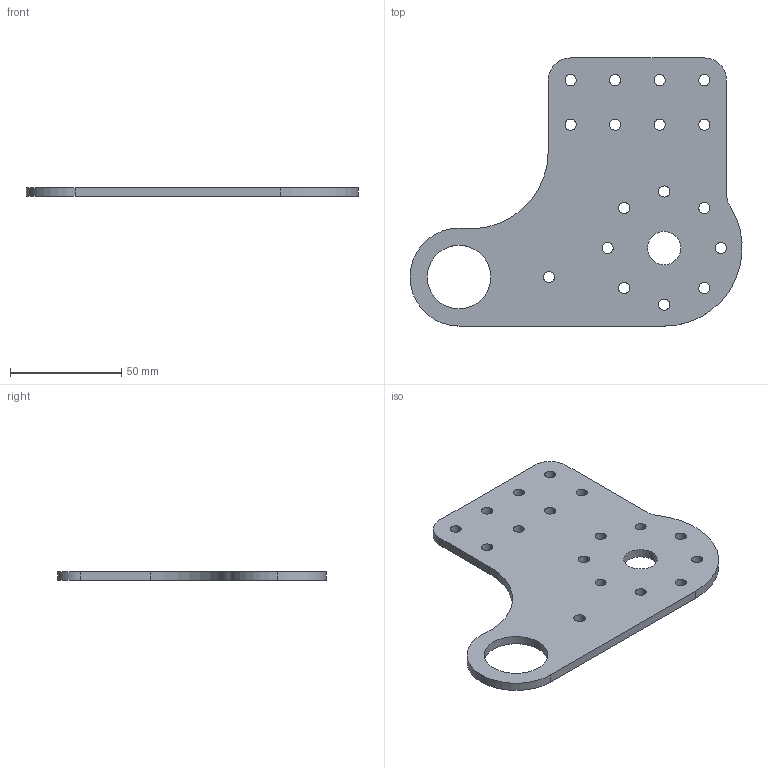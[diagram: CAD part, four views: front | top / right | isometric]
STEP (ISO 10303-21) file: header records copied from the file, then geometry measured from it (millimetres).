
FILE_DESCRIPTION (( 'STEP AP203' ), '1' );
FILE_NAME ('Mid plate.STEP', '2024-02-13T10:18:42', ( '' ), ( '' ), 'SwSTEP 2.0', 'SolidWorks 2023', '' );
FILE_SCHEMA (( 'CONFIG_CONTROL_DESIGN' ));
Length unit declared in the file: millimetre
Products named in the file (1): Mid plate
Bounding box: 148.99 x 120.35 x 4 mm (x, y, z)
Volume: 45154.9 mm3; surface area: 26098.7 mm2
Topology: 1 solids, 1 shells, 51 faces, 147 edges, 98 vertices
Faces by surface type: cylinder 45, plane 6
Entity records: 1884 total; most frequent: DIRECTION 341, CARTESIAN_POINT 297, ORIENTED_EDGE 294, EDGE_CURVE 147, AXIS2_PLACEMENT_3D 142, VERTEX_POINT 98, CIRCLE 90, EDGE_LOOP 89
